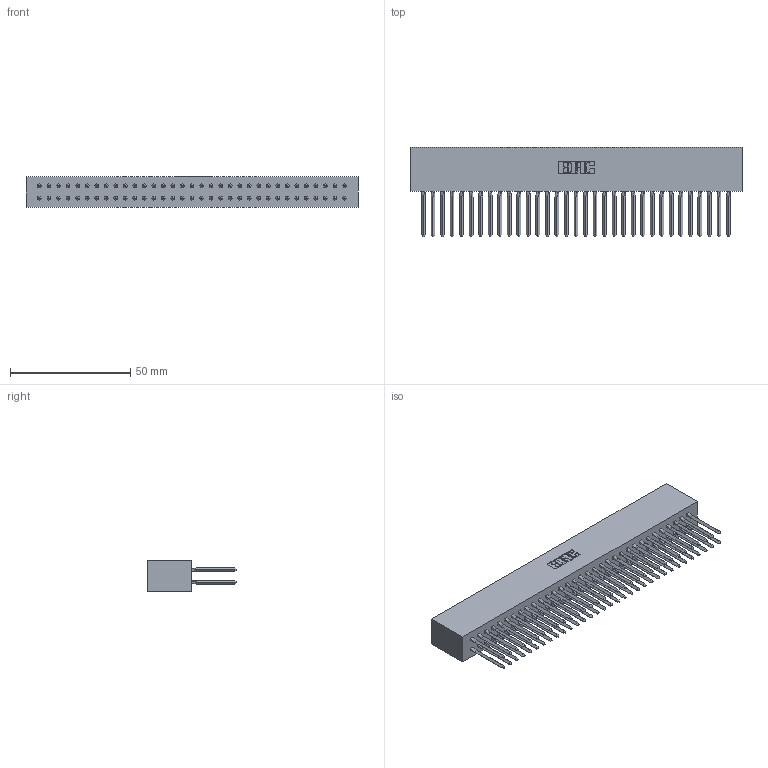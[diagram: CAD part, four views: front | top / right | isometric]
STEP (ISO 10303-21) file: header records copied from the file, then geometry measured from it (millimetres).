
FILE_DESCRIPTION (( 'STEP AP203' ), '1' );
FILE_NAME ('317-066-542-801.STEP', '2020-02-28T06:15:11', ( '' ), ( '' ), 'SwSTEP 2.0', 'SolidWorks 2016', '' );
FILE_SCHEMA (( 'CONFIG_CONTROL_DESIGN' ));
Length unit declared in the file: inch
Products named in the file (3): 317 Part_Lugless; 317-290-003_542; 317-066-542-801
Assembly tree (67 placements, depth 2):
  317-066-542-801
    317 Part_Lugless
    317-290-003_542  x66
Bounding box: 137.97 x 37.34 x 12.7 mm (x, y, z)
Volume: 24038.4 mm3; surface area: 33315.6 mm2
Topology: 67 solids, 67 shells, 3852 faces, 10799 edges, 6890 vertices
Faces by surface type: plane 3086, cylinder 502, bspline 264
Entity records: 47565 total; most frequent: CARTESIAN_POINT 8545, ORIENTED_EDGE 8208, DIRECTION 6912, EDGE_CURVE 4104, VECTOR 3942, LINE 3942, VERTEX_POINT 2730, AXIS2_PLACEMENT_3D 1485
